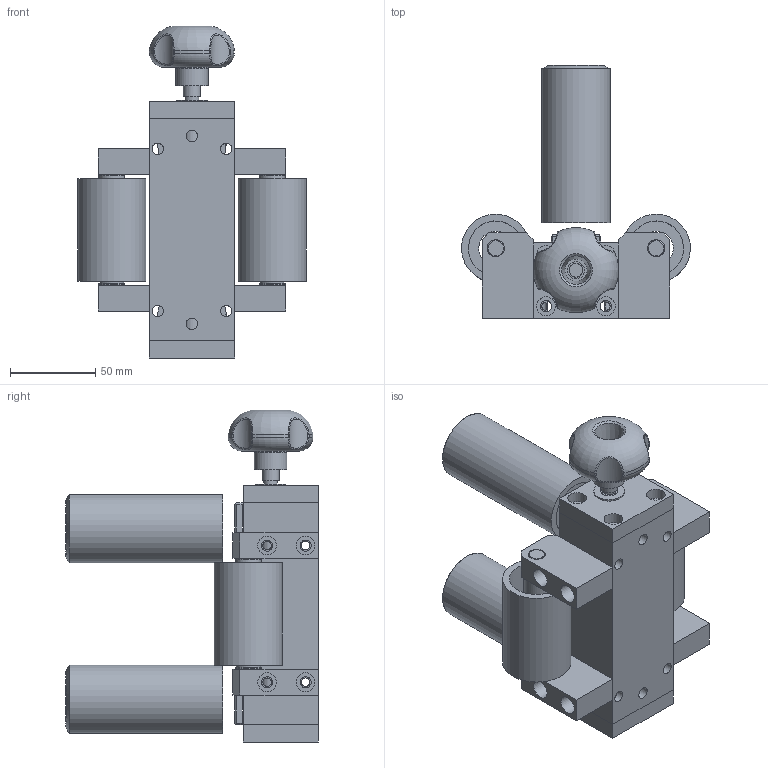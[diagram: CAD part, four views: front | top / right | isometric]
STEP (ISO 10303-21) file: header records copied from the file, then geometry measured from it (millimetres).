
FILE_DESCRIPTION (( 'STEP AP203' ), '1' );
FILE_NAME ('20241028 STEP 1480.STEP', '2024-10-28T08:10:28', ( '' ), ( '' ), 'SwSTEP 2.0', 'SolidWorks 2023', '' );
FILE_SCHEMA (( 'CONFIG_CONTROL_DESIGN' ));
Length unit declared in the file: millimetre
Products named in the file (1): 20241028 STEP 1480
Bounding box: 133.95 x 148 x 194.39 mm (x, y, z)
Surface area: 148823.2 mm2 (no closed solid volume)
Topology: 0 solids, 35 shells, 270 faces, 883 edges, 652 vertices
Faces by surface type: plane 150, cylinder 69, bspline 37, cone 10, torus 4
Full cylindrical faces by diameter (mm): 6.6 x4, 6.8 x2, 8 x1, 10 x8, 11 x16, 12 x2, 14.3 x2, 15 x6, 18 x1, 19 x1, 20 x2, 32 x4, 40 x4
Entity records: 14094 total; most frequent: CARTESIAN_POINT 7028, DIRECTION 1240, ORIENTED_EDGE 1223, EDGE_CURVE 798, VERTEX_POINT 638, EDGE_LOOP 452, AXIS2_PLACEMENT_3D 422, LINE 396
